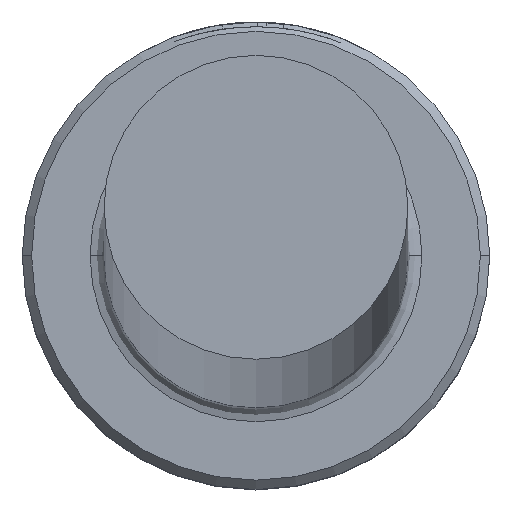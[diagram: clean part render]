
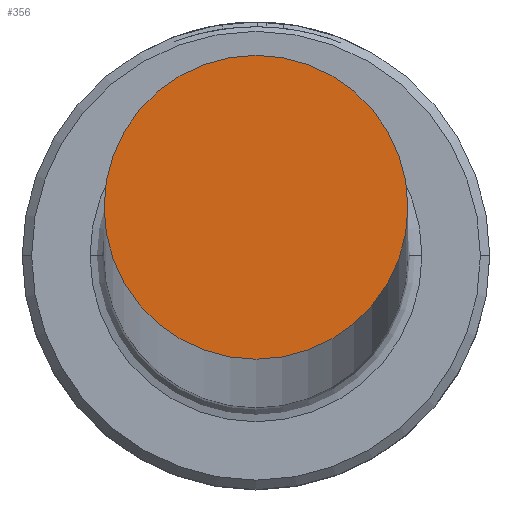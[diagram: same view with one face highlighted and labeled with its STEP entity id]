
A CAD part, top view. The second image highlights one B-rep face of the part: STEP entity #356.
In plain terms, the highlighted planar face has unit normal (0, 0, 1).
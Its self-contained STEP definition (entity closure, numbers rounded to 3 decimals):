
#16 = DIRECTION ( 'NONE',  ( 1., 0., 0. ) ) ;
#83 = EDGE_LOOP ( 'NONE', ( #408, #360 ) ) ;
#166 = CIRCLE ( 'NONE', #245, 3.25 ) ;
#245 = AXIS2_PLACEMENT_3D ( 'NONE', #967, #441, #1058 ) ;
#356 = ADVANCED_FACE ( 'NONE', ( #405 ), #1098, .T. ) ;
#360 = ORIENTED_EDGE ( 'NONE', *, *, #1115, .T. ) ;
#405 = FACE_OUTER_BOUND ( 'NONE', #83, .T. ) ;
#408 = ORIENTED_EDGE ( 'NONE', *, *, #813, .T. ) ;
#441 = DIRECTION ( 'NONE',  ( 0., 0., 1. ) ) ;
#494 = DIRECTION ( 'NONE',  ( 1., 0., 0. ) ) ;
#512 = VERTEX_POINT ( 'NONE', #729 ) ;
#584 = AXIS2_PLACEMENT_3D ( 'NONE', #1090, #747, #494 ) ;
#590 = DIRECTION ( 'NONE',  ( 0., 0., 1. ) ) ;
#694 = CIRCLE ( 'NONE', #730, 3.25 ) ;
#702 = VERTEX_POINT ( 'NONE', #1032 ) ;
#729 = CARTESIAN_POINT ( 'NONE',  ( 3.25, 0., 600. ) ) ;
#730 = AXIS2_PLACEMENT_3D ( 'NONE', #1104, #590, #16 ) ;
#747 = DIRECTION ( 'NONE',  ( 0., 0., 1. ) ) ;
#813 = EDGE_CURVE ( 'NONE', #702, #512, #166, .T. ) ;
#967 = CARTESIAN_POINT ( 'NONE',  ( 0., 0., 600. ) ) ;
#1032 = CARTESIAN_POINT ( 'NONE',  ( -3.25, 0., 600. ) ) ;
#1058 = DIRECTION ( 'NONE',  ( 1., 0., 0. ) ) ;
#1090 = CARTESIAN_POINT ( 'NONE',  ( 0., 0., 600. ) ) ;
#1098 = PLANE ( 'NONE',  #584 ) ;
#1104 = CARTESIAN_POINT ( 'NONE',  ( 0., 0., 600. ) ) ;
#1115 = EDGE_CURVE ( 'NONE', #512, #702, #694, .T. ) ;
